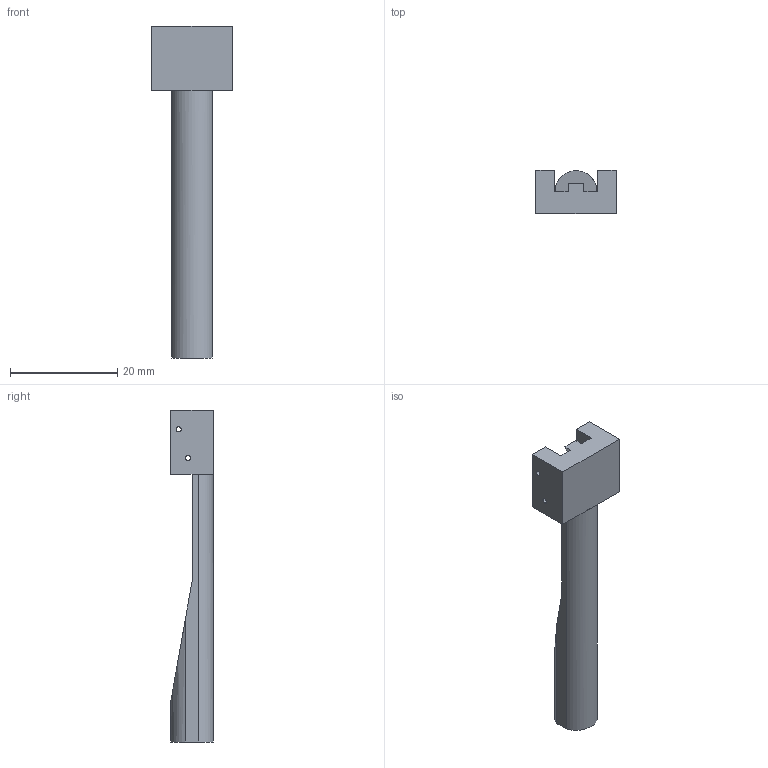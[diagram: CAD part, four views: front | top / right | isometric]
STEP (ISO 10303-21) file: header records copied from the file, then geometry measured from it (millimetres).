
FILE_DESCRIPTION (( 'STEP AP214' ), '1' );
FILE_NAME ('stereotax holder.STEP', '2019-09-18T09:24:35', ( '' ), ( '' ), 'SwSTEP 2.0', 'SolidWorks 2016', '' );
FILE_SCHEMA (( 'AUTOMOTIVE_DESIGN' ));
Length unit declared in the file: millimetre
Products named in the file (1): stereotax holder
Bounding box: 15 x 8 x 62 mm (x, y, z)
Volume: 2663 mm3; surface area: 2172.3 mm2
Topology: 1 solids, 1 shells, 32 faces, 87 edges, 56 vertices
Faces by surface type: plane 18, cylinder 12, cone 2
Entity records: 1047 total; most frequent: CARTESIAN_POINT 177, DIRECTION 174, ORIENTED_EDGE 170, EDGE_CURVE 85, VECTOR 60, LINE 60, AXIS2_PLACEMENT_3D 57, VERTEX_POINT 56
